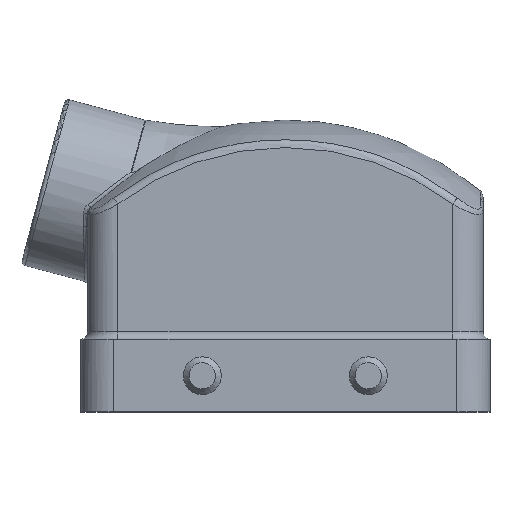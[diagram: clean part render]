
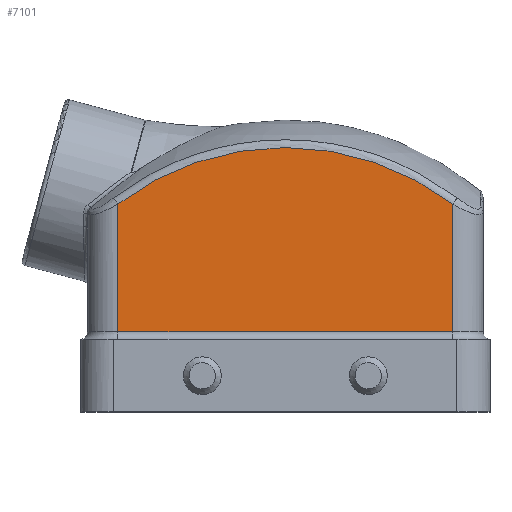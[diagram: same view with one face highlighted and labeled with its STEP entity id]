
A CAD part, top view. The second image highlights one B-rep face of the part: STEP entity #7101.
In plain terms, the highlighted planar face has unit normal (0, 0, 1).
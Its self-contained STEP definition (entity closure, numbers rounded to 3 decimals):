
#1023 = VECTOR ( 'NONE', #3511, 1000. ) ;
#1053 = VECTOR ( 'NONE', #3551, 1000. ) ;
#1057 = VECTOR ( 'NONE', #3554, 1000. ) ;
#1065 = AXIS2_PLACEMENT_3D ( 'NONE', #3558, #3557, #3556 ) ;
#1084 = AXIS2_PLACEMENT_3D ( 'NONE', #5507, #5514, #5519 ) ;
#1101 = CIRCLE ( 'NONE', #1065, 49.822 ) ;
#3511 = DIRECTION ( 'NONE',  ( 0., -1., 0. ) ) ;
#3512 = CARTESIAN_POINT ( 'NONE',  ( -30.25, 33.75, 20.5 ) ) ;
#3551 = DIRECTION ( 'NONE',  ( 1., 0., 0. ) ) ;
#3553 = CARTESIAN_POINT ( 'NONE',  ( -30.25, 14.5, 20.5 ) ) ;
#3554 = DIRECTION ( 'NONE',  ( 0., -1., 0. ) ) ;
#3555 = CARTESIAN_POINT ( 'NONE',  ( 30.25, 33.75, 20.5 ) ) ;
#3556 = DIRECTION ( 'NONE',  ( -1., 0., 0. ) ) ;
#3557 = DIRECTION ( 'NONE',  ( 0., 0., 1. ) ) ;
#3558 = CARTESIAN_POINT ( 'NONE',  ( 0., -2.072, 20.5 ) ) ;
#3745 = CARTESIAN_POINT ( 'NONE',  ( -30.25, 14.5, 20.5 ) ) ;
#3748 = CARTESIAN_POINT ( 'NONE',  ( -30.25, 37.516, 20.5 ) ) ;
#3749 = CARTESIAN_POINT ( 'NONE',  ( 30.25, 14.5, 20.5 ) ) ;
#3837 = CARTESIAN_POINT ( 'NONE',  ( 30.25, 37.516, 20.5 ) ) ;
#4113 = ORIENTED_EDGE ( 'NONE', *, *, #6961, .T. ) ;
#4114 = ORIENTED_EDGE ( 'NONE', *, *, #6963, .T. ) ;
#4115 = ORIENTED_EDGE ( 'NONE', *, *, #6970, .T. ) ;
#4116 = ORIENTED_EDGE ( 'NONE', *, *, #6962, .F. ) ;
#4295 = VERTEX_POINT ( 'NONE', #3837 ) ;
#4381 = VERTEX_POINT ( 'NONE', #3749 ) ;
#4382 = VERTEX_POINT ( 'NONE', #3748 ) ;
#4385 = VERTEX_POINT ( 'NONE', #3745 ) ;
#4490 = LINE ( 'NONE', #3555, #1057 ) ;
#4491 = LINE ( 'NONE', #3553, #1053 ) ;
#4495 = LINE ( 'NONE', #3512, #1023 ) ;
#5507 = CARTESIAN_POINT ( 'NONE',  ( -30.25, 33.75, 20.5 ) ) ;
#5508 = PLANE ( 'NONE',  #1084 ) ;
#5514 = DIRECTION ( 'NONE',  ( 0., 0., -1. ) ) ;
#5519 = DIRECTION ( 'NONE',  ( -1., 0., 0. ) ) ;
#5793 = FACE_OUTER_BOUND ( 'NONE', #6440, .T. ) ;
#6440 = EDGE_LOOP ( 'NONE', ( #4115, #4114, #4116, #4113 ) ) ;
#6961 = EDGE_CURVE ( 'NONE', #4295, #4382, #1101, .T. ) ;
#6962 = EDGE_CURVE ( 'NONE', #4295, #4381, #4490, .T. ) ;
#6963 = EDGE_CURVE ( 'NONE', #4385, #4381, #4491, .T. ) ;
#6970 = EDGE_CURVE ( 'NONE', #4382, #4385, #4495, .T. ) ;
#7101 = ADVANCED_FACE ( 'NONE', ( #5793 ), #5508, .F. ) ;
